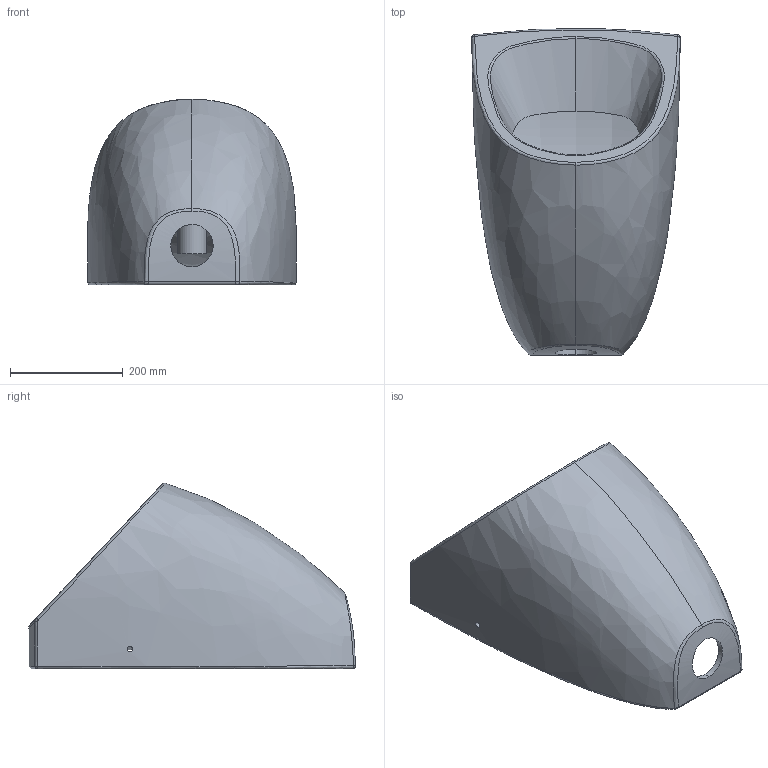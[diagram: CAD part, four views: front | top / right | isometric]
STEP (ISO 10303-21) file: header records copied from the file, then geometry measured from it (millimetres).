
FILE_DESCRIPTION (( 'STEP AP203' ), '1' );
FILE_NAME ('Edge_U1.STEP', '2019-08-08T11:16:22', ( '' ), ( '' ), 'SwSTEP 2.0', 'SolidWorks 2019', '' );
FILE_SCHEMA (( 'CONFIG_CONTROL_DESIGN' ));
Length unit declared in the file: millimetre
Products named in the file (1): Edge_U1
Bounding box: 369.94 x 579.52 x 329.32 mm (x, y, z)
Volume: 6815700.3 mm3; surface area: 1327358 mm2
Topology: 1 solids, 1 shells, 112 faces, 279 edges, 174 vertices
Faces by surface type: bspline 44, cylinder 31, plane 27, torus 5, sphere 3, cone 2
Entity records: 28209 total; most frequent: CARTESIAN_POINT 25892, ORIENTED_EDGE 558, DIRECTION 328, EDGE_CURVE 279, VERTEX_POINT 174, B_SPLINE_CURVE_WITH_KNOTS 142, AXIS2_PLACEMENT_3D 137, EDGE_LOOP 125
